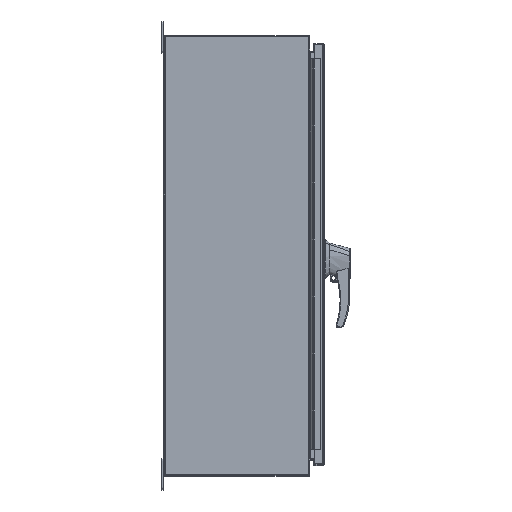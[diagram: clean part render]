
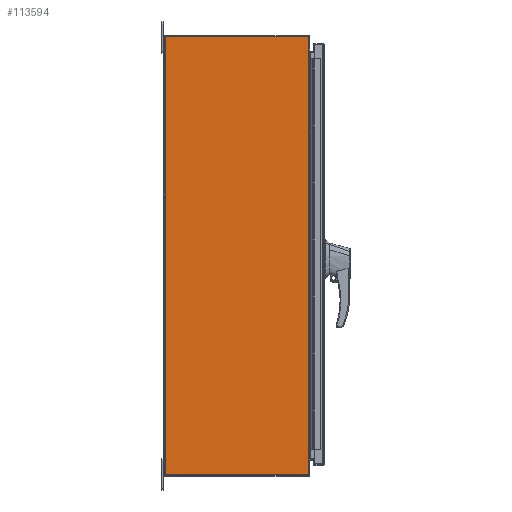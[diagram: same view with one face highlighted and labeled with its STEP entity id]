
A CAD part, top view. The second image highlights one B-rep face of the part: STEP entity #113594.
In plain terms, the highlighted face is planar.
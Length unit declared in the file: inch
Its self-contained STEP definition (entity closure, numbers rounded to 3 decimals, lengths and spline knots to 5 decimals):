
#76 = ORIENTED_EDGE ( 'NONE', *, *, #14251, .F. ) ;
#382 = CARTESIAN_POINT ( 'NONE',  ( -21., -11.81, 16.655 ) ) ;
#4263 = VERTEX_POINT ( 'NONE', #121616 ) ;
#4711 = CARTESIAN_POINT ( 'NONE',  ( -21., -11.81, -17.905 ) ) ;
#4735 = ORIENTED_EDGE ( 'NONE', *, *, #36203, .T. ) ;
#5754 = VECTOR ( 'NONE', #152305, 39.37008 ) ;
#10189 = VERTEX_POINT ( 'NONE', #66219 ) ;
#10623 = DIRECTION ( 'NONE',  ( 0., 1., 0. ) ) ;
#13237 = DIRECTION ( 'NONE',  ( 0., 0., -1. ) ) ;
#13973 = DIRECTION ( 'NONE',  ( 0., 0., 1. ) ) ;
#14251 = EDGE_CURVE ( 'NONE', #120350, #115958, #71962, .T. ) ;
#15848 = VECTOR ( 'NONE', #13237, 39.37008 ) ;
#16134 = ORIENTED_EDGE ( 'NONE', *, *, #72092, .F. ) ;
#19643 = VECTOR ( 'NONE', #10623, 39.37008 ) ;
#20868 = CARTESIAN_POINT ( 'NONE',  ( -21., -11.81, -17.905 ) ) ;
#21517 = VERTEX_POINT ( 'NONE', #86795 ) ;
#23458 = CARTESIAN_POINT ( 'NONE',  ( -21., 0.095, 17.905 ) ) ;
#24438 = ORIENTED_EDGE ( 'NONE', *, *, #86541, .F. ) ;
#25611 = VECTOR ( 'NONE', #67130, 39.37008 ) ;
#27687 = CARTESIAN_POINT ( 'NONE',  ( -21., -0.048, 17.905 ) ) ;
#28179 = LINE ( 'NONE', #20868, #67951 ) ;
#28785 = CARTESIAN_POINT ( 'NONE',  ( -21., -11.81, 17.905 ) ) ;
#30188 = LINE ( 'NONE', #51540, #5754 ) ;
#31558 = EDGE_CURVE ( 'NONE', #115060, #62450, #113336, .T. ) ;
#32465 = DIRECTION ( 'NONE',  ( 0., 0., -1. ) ) ;
#35683 = DIRECTION ( 'NONE',  ( 0., 1., 0. ) ) ;
#36203 = EDGE_CURVE ( 'NONE', #10189, #115060, #30188, .T. ) ;
#43388 = VERTEX_POINT ( 'NONE', #106690 ) ;
#49076 = VECTOR ( 'NONE', #98057, 39.37008 ) ;
#49465 = CARTESIAN_POINT ( 'NONE',  ( -21., -11.762, 16.655 ) ) ;
#51540 = CARTESIAN_POINT ( 'NONE',  ( -21., -11.762, -16.625 ) ) ;
#54907 = CARTESIAN_POINT ( 'NONE',  ( -21., -11.762, 16.655 ) ) ;
#57926 = ORIENTED_EDGE ( 'NONE', *, *, #108455, .T. ) ;
#59489 = LINE ( 'NONE', #23458, #61342 ) ;
#61342 = VECTOR ( 'NONE', #132297, 39.37008 ) ;
#62450 = VERTEX_POINT ( 'NONE', #382 ) ;
#63809 = CARTESIAN_POINT ( 'NONE',  ( -21., -0.048, -17.905 ) ) ;
#66219 = CARTESIAN_POINT ( 'NONE',  ( -21., -11.762, 16.625 ) ) ;
#67130 = DIRECTION ( 'NONE',  ( 0., 0., -1. ) ) ;
#67951 = VECTOR ( 'NONE', #32465, 39.37008 ) ;
#70670 = ORIENTED_EDGE ( 'NONE', *, *, #141291, .T. ) ;
#71962 = LINE ( 'NONE', #63809, #77754 ) ;
#72092 = EDGE_CURVE ( 'NONE', #10189, #43388, #105263, .T. ) ;
#76802 = EDGE_CURVE ( 'NONE', #134099, #62450, #28179, .T. ) ;
#77754 = VECTOR ( 'NONE', #150360, 39.37008 ) ;
#78306 = LINE ( 'NONE', #131893, #131142 ) ;
#82364 = AXIS2_PLACEMENT_3D ( 'NONE', #141144, #116891, #117919 ) ;
#86541 = EDGE_CURVE ( 'NONE', #86857, #120350, #106717, .T. ) ;
#86654 = CARTESIAN_POINT ( 'NONE',  ( -21., -11.81, -17.905 ) ) ;
#86795 = CARTESIAN_POINT ( 'NONE',  ( -21., -11.762, -16.655 ) ) ;
#86857 = VERTEX_POINT ( 'NONE', #4711 ) ;
#98057 = DIRECTION ( 'NONE',  ( 0., -1., 0. ) ) ;
#104589 = ORIENTED_EDGE ( 'NONE', *, *, #118156, .F. ) ;
#105263 = LINE ( 'NONE', #138400, #25611 ) ;
#105298 = PLANE ( 'NONE',  #82364 ) ;
#105699 = ORIENTED_EDGE ( 'NONE', *, *, #31558, .T. ) ;
#106690 = CARTESIAN_POINT ( 'NONE',  ( -21., -11.762, -16.625 ) ) ;
#106717 = LINE ( 'NONE', #130475, #19643 ) ;
#108455 = EDGE_CURVE ( 'NONE', #21517, #43388, #129593, .T. ) ;
#109170 = ORIENTED_EDGE ( 'NONE', *, *, #76802, .F. ) ;
#112201 = CARTESIAN_POINT ( 'NONE',  ( -21., -0.048, -17.905 ) ) ;
#112264 = LINE ( 'NONE', #86654, #15848 ) ;
#113214 = FACE_OUTER_BOUND ( 'NONE', #141555, .T. ) ;
#113336 = LINE ( 'NONE', #49465, #49076 ) ;
#113594 = ADVANCED_FACE ( 'NONE', ( #113214 ), #105298, .F. ) ;
#115060 = VERTEX_POINT ( 'NONE', #54907 ) ;
#115958 = VERTEX_POINT ( 'NONE', #27687 ) ;
#116261 = ORIENTED_EDGE ( 'NONE', *, *, #119729, .F. ) ;
#116891 = DIRECTION ( 'NONE',  ( 1., 0., 0. ) ) ;
#117919 = DIRECTION ( 'NONE',  ( 0., 1., 0. ) ) ;
#118156 = EDGE_CURVE ( 'NONE', #115958, #134099, #59489, .T. ) ;
#119729 = EDGE_CURVE ( 'NONE', #4263, #86857, #112264, .T. ) ;
#120350 = VERTEX_POINT ( 'NONE', #112201 ) ;
#121616 = CARTESIAN_POINT ( 'NONE',  ( -21., -11.81, -16.655 ) ) ;
#129593 = LINE ( 'NONE', #134865, #138967 ) ;
#130475 = CARTESIAN_POINT ( 'NONE',  ( -21., 0.095, -17.905 ) ) ;
#131142 = VECTOR ( 'NONE', #35683, 39.37008 ) ;
#131893 = CARTESIAN_POINT ( 'NONE',  ( -21., -11.762, -16.655 ) ) ;
#132297 = DIRECTION ( 'NONE',  ( 0., -1., 0. ) ) ;
#134099 = VERTEX_POINT ( 'NONE', #28785 ) ;
#134865 = CARTESIAN_POINT ( 'NONE',  ( -21., -11.762, -16.625 ) ) ;
#138400 = CARTESIAN_POINT ( 'NONE',  ( -21., -11.762, -17.905 ) ) ;
#138967 = VECTOR ( 'NONE', #13973, 39.37008 ) ;
#141144 = CARTESIAN_POINT ( 'NONE',  ( -21., 0.0095, -17.905 ) ) ;
#141291 = EDGE_CURVE ( 'NONE', #4263, #21517, #78306, .T. ) ;
#141555 = EDGE_LOOP ( 'NONE', ( #105699, #109170, #104589, #76, #24438, #116261, #70670, #57926, #16134, #4735 ) ) ;
#150360 = DIRECTION ( 'NONE',  ( 0., 0., 1. ) ) ;
#152305 = DIRECTION ( 'NONE',  ( 0., 0., 1. ) ) ;
